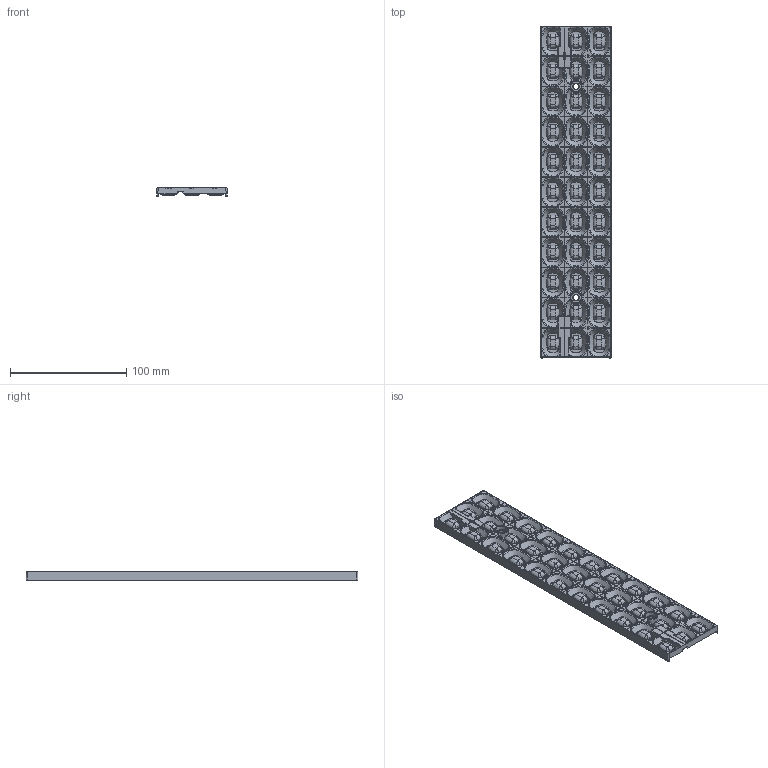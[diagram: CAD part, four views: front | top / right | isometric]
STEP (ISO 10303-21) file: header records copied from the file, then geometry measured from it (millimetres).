
FILE_DESCRIPTION(/* description */ (''),/* implementation_level */ '2;1');
FILE_NAME(/* name */ '3x11 DA30° .stp',/* time_stamp */ '2024-06-04T16:55:23+08:00',/* author */ (''),/* organization */ (''),/* preprocessor_version */ 'ST-DEVELOPER v16',/* originating_system */ 'SIEMENS PLM Software NX 10.0',/* authorisation */ '');
FILE_SCHEMA (('AP203_CONFIGURATION_CONTROLLED_3D_DESIGN_OF_MECHANICAL_PARTS_AND_ASSEMBLIES_MIM_LF { 1 0 10303 403 2 1 2}'));
Products named in the file (1): Admi75A4C166ha2g
Bounding box: 61 x 286 x 7.65 mm (x, y, z)
Surface area: 55768.3 mm2 (no closed solid volume)
Topology: 0 solids, 1 shells, 1238 faces, 3531 edges, 2287 vertices
Faces by surface type: bspline 696, plane 435, cylinder 60, extrusion 19, cone 18, torus 10
Entity records: 217624 total; most frequent: CARTESIAN_POINT 191487, ORIENTED_EDGE 6056, EDGE_CURVE 3028, DIRECTION 2420, VERTEX_POINT 2111, B_SPLINE_CURVE_WITH_KNOTS 1968, EDGE_LOOP 1561, ADVANCED_FACE 1238
